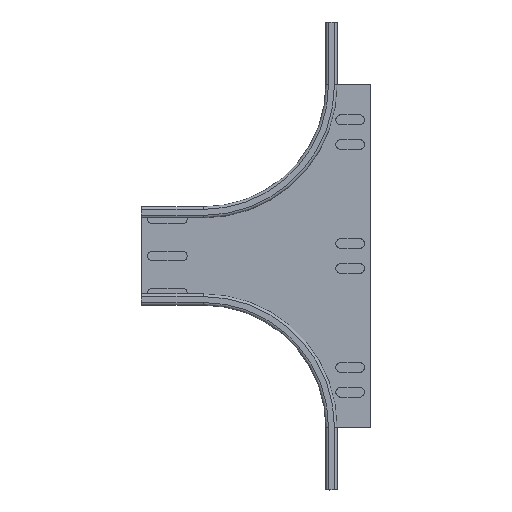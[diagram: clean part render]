
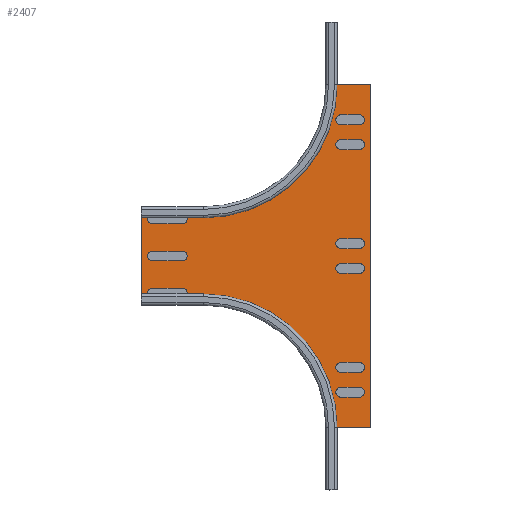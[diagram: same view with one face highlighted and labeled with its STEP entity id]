
A CAD part, top view. The second image highlights one B-rep face of the part: STEP entity #2407.
In plain terms, the highlighted planar face has unit normal (0, 0, 1).
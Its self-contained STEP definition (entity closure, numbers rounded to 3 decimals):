
#168=CIRCLE('',#2568,101.6);
#169=CIRCLE('',#2569,101.6);
#337=FACE_OUTER_BOUND('',#483,.T.);
#483=EDGE_LOOP('',(#1696,#1697,#1698,#1699,#1700,#1701,#1702,#1703));
#630=LINE('',#3735,#832);
#633=LINE('',#3743,#835);
#647=LINE('',#3794,#849);
#648=LINE('',#3798,#850);
#649=LINE('',#3800,#851);
#650=LINE('',#3802,#852);
#832=VECTOR('',#2884,1.);
#835=VECTOR('',#2889,1.);
#849=VECTOR('',#2933,1.);
#850=VECTOR('',#2936,1.);
#851=VECTOR('',#2937,1.);
#852=VECTOR('',#2938,1.);
#1030=VERTEX_POINT('',#3725);
#1033=VERTEX_POINT('',#3733);
#1036=VERTEX_POINT('',#3740);
#1037=VERTEX_POINT('',#3742);
#1060=VERTEX_POINT('',#3795);
#1061=VERTEX_POINT('',#3797);
#1062=VERTEX_POINT('',#3799);
#1063=VERTEX_POINT('',#3801);
#1286=EDGE_CURVE('',#1030,#1033,#630,.T.);
#1289=EDGE_CURVE('',#1037,#1036,#633,.T.);
#1315=EDGE_CURVE('',#1033,#1037,#647,.T.);
#1316=EDGE_CURVE('',#1060,#1036,#168,.T.);
#1317=EDGE_CURVE('',#1060,#1061,#648,.T.);
#1318=EDGE_CURVE('',#1062,#1061,#649,.T.);
#1319=EDGE_CURVE('',#1063,#1062,#650,.T.);
#1320=EDGE_CURVE('',#1063,#1030,#169,.T.);
#1696=ORIENTED_EDGE('',*,*,#1286,.T.);
#1697=ORIENTED_EDGE('',*,*,#1315,.T.);
#1698=ORIENTED_EDGE('',*,*,#1289,.T.);
#1699=ORIENTED_EDGE('',*,*,#1316,.F.);
#1700=ORIENTED_EDGE('',*,*,#1317,.T.);
#1701=ORIENTED_EDGE('',*,*,#1318,.F.);
#1702=ORIENTED_EDGE('',*,*,#1319,.F.);
#1703=ORIENTED_EDGE('',*,*,#1320,.T.);
#2347=PLANE('',#2567);
#2407=ADVANCED_FACE('',(#337),#2347,.F.);
#2567=AXIS2_PLACEMENT_3D('',#3793,#2931,#2932);
#2568=AXIS2_PLACEMENT_3D('',#3796,#2934,#2935);
#2569=AXIS2_PLACEMENT_3D('',#3803,#2939,#2940);
#2884=DIRECTION('',(1.,0.,0.));
#2889=DIRECTION('',(-1.,0.,0.));
#2931=DIRECTION('center_axis',(0.,0.,-1.));
#2932=DIRECTION('ref_axis',(1.,0.,0.));
#2933=DIRECTION('',(0.,1.,0.));
#2934=DIRECTION('center_axis',(0.,0.,1.));
#2935=DIRECTION('ref_axis',(0.,-1.,0.));
#2936=DIRECTION('',(-1.,0.,0.));
#2937=DIRECTION('',(0.,1.,0.));
#2938=DIRECTION('',(-1.,0.,0.));
#2939=DIRECTION('center_axis',(0.,0.,-1.));
#2940=DIRECTION('ref_axis',(0.,1.,0.));
#3725=CARTESIAN_POINT('',(142.231,-76.701,-2.));
#3733=CARTESIAN_POINT('',(175.631,-76.701,-2.));
#3735=CARTESIAN_POINT('',(108.131,-76.701,-2.));
#3740=CARTESIAN_POINT('',(142.231,200.699,-2.));
#3742=CARTESIAN_POINT('',(175.631,200.699,-2.));
#3743=CARTESIAN_POINT('',(108.131,200.699,-2.));
#3793=CARTESIAN_POINT('Origin',(40.631,74.299,-2.));
#3794=CARTESIAN_POINT('',(175.631,20.599,-2.));
#3795=CARTESIAN_POINT('',(40.631,99.099,-2.));
#3796=CARTESIAN_POINT('Origin',(40.631,200.699,-2.));
#3797=CARTESIAN_POINT('',(-9.369,99.099,-2.));
#3798=CARTESIAN_POINT('',(40.631,99.099,-2.));
#3799=CARTESIAN_POINT('',(-9.369,24.899,-2.));
#3800=CARTESIAN_POINT('',(-9.369,24.899,-2.));
#3801=CARTESIAN_POINT('',(40.631,24.899,-2.));
#3802=CARTESIAN_POINT('',(40.631,24.899,-2.));
#3803=CARTESIAN_POINT('Origin',(40.631,-76.701,-2.));
